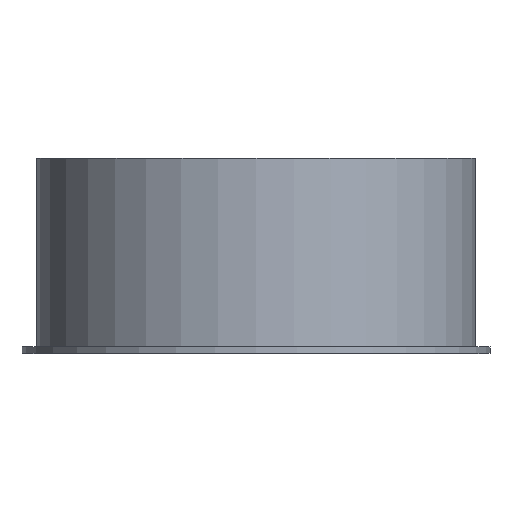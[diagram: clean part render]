
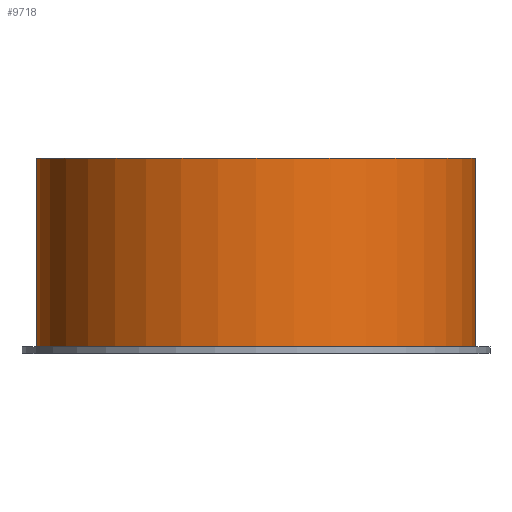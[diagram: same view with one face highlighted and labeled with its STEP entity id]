
A CAD part, top view. The second image highlights one B-rep face of the part: STEP entity #9718.
In plain terms, the highlighted cylindrical face has radius 67.5 mm (diameter 135 mm), a full revolution.
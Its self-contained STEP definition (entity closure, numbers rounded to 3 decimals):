
#16=CYLINDRICAL_SURFACE('',#10016,67.5);
#19=CIRCLE('',#10003,67.5);
#23=CIRCLE('',#10017,67.5);
#1335=FACE_OUTER_BOUND('',#1900,.T.);
#1900=EDGE_LOOP('',(#8916,#8917,#8918,#8919));
#2818=LINE('',#17607,#3731);
#3731=VECTOR('',#11478,67.5);
#4672=VERTEX_POINT('',#17587);
#4676=VERTEX_POINT('',#17606);
#6087=EDGE_CURVE('',#4672,#4672,#19,.T.);
#6092=EDGE_CURVE('',#4672,#4676,#2818,.T.);
#6093=EDGE_CURVE('',#4676,#4676,#23,.T.);
#8916=ORIENTED_EDGE('',*,*,#6087,.F.);
#8917=ORIENTED_EDGE('',*,*,#6092,.T.);
#8918=ORIENTED_EDGE('',*,*,#6093,.F.);
#8919=ORIENTED_EDGE('',*,*,#6092,.F.);
#9718=ADVANCED_FACE('',(#1335),#16,.T.);
#10003=AXIS2_PLACEMENT_3D('',#17588,#11449,#11450);
#10016=AXIS2_PLACEMENT_3D('',#17605,#11476,#11477);
#10017=AXIS2_PLACEMENT_3D('',#17608,#11479,#11480);
#11449=DIRECTION('center_axis',(0.,1.,0.));
#11450=DIRECTION('ref_axis',(-1.,0.,0.));
#11476=DIRECTION('center_axis',(0.,1.,0.));
#11477=DIRECTION('ref_axis',(-1.,0.,0.));
#11478=DIRECTION('',(0.,-1.,0.));
#11479=DIRECTION('center_axis',(0.,-1.,0.));
#11480=DIRECTION('ref_axis',(1.,0.,0.));
#17587=CARTESIAN_POINT('',(67.5,60.,0.));
#17588=CARTESIAN_POINT('Origin',(0.,60.,0.));
#17605=CARTESIAN_POINT('Origin',(0.,0.,0.));
#17606=CARTESIAN_POINT('',(67.5,2.,0.));
#17607=CARTESIAN_POINT('',(67.5,0.,0.));
#17608=CARTESIAN_POINT('Origin',(0.,2.,0.));
